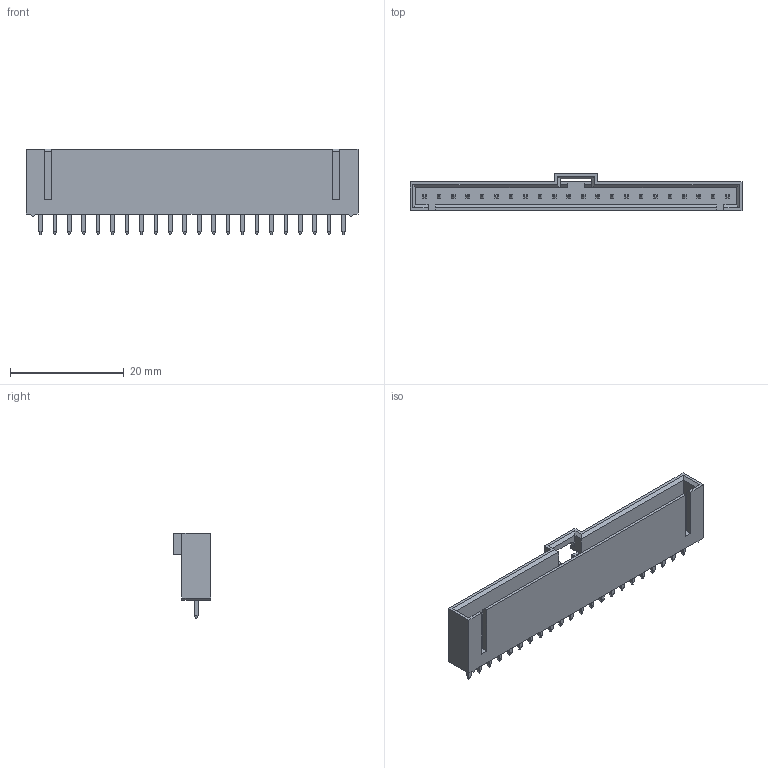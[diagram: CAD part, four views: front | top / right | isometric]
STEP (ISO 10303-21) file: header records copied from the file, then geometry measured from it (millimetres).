
FILE_DESCRIPTION((''),'2;1');
FILE_NAME('705430056','2017-02-22T',('ghp'),(''),'PRO/ENGINEER BY PARAMETRIC TECHNOLOGY CORPORATION, 2012310','PRO/ENGINEER BY PARAMETRIC TECHNOLOGY CORPORATION, 2012310','');
FILE_SCHEMA(('CONFIG_CONTROL_DESIGN'));
Length unit declared in the file: inch
Products named in the file (1): 705430056
Bounding box: 58.42 x 6.6 x 15.11 mm (x, y, z)
Volume: 1892.2 mm3; surface area: 3570.9 mm2
Topology: 1 solids, 1 shells, 453 faces, 1085 edges, 676 vertices
Faces by surface type: plane 451, cylinder 2
Entity records: 12654 total; most frequent: CARTESIAN_POINT 2171, ORIENTED_EDGE 2082, DIRECTION 2041, EDGE_CURVE 1041, VECTOR 1037, LINE 1037, VERTEX_POINT 632, AXIS2_PLACEMENT_3D 502
